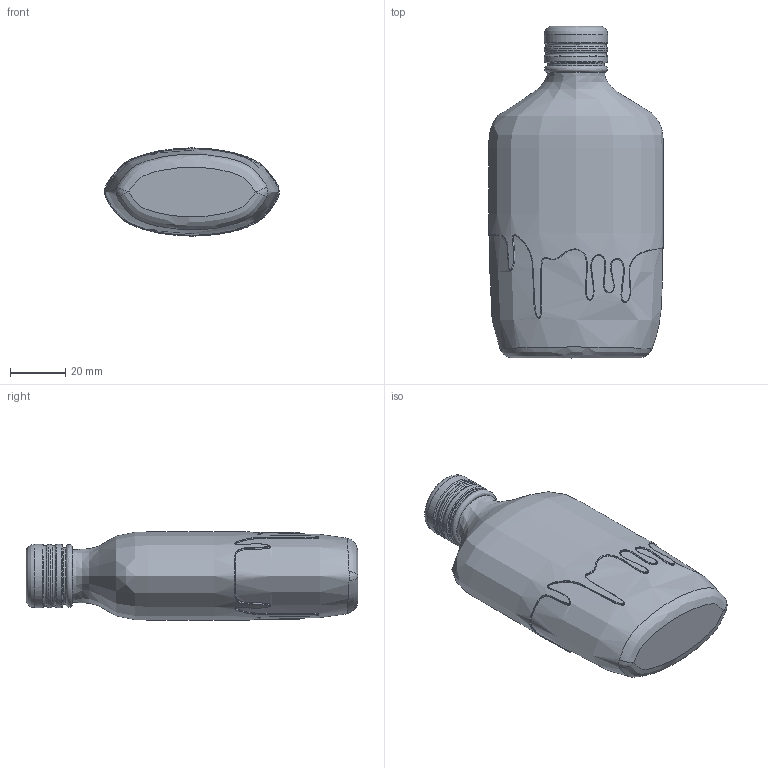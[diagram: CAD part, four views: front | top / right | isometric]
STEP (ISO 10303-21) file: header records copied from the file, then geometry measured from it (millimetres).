
FILE_DESCRIPTION(('FreeCAD Model'),'2;1');
FILE_NAME('Open CASCADE Shape Model','2025-04-27T16:46:16',('FreeCAD'),( 'FreeCAD'),'Open CASCADE STEP processor 7.6','FreeCAD','Unknown');
FILE_SCHEMA(('AUTOMOTIVE_DESIGN { 1 0 10303 214 1 1 1 1 }'));
Products named in the file (1): Open CASCADE STEP translator 7.6 1
Bounding box: 63.4 x 120.33 x 31.93 mm (x, y, z)
Volume: 50015.8 mm3; surface area: 31795.4 mm2
Topology: 1 solids, 2 shells, 45 faces, 123 edges, 76 vertices
Faces by surface type: bspline 45
Entity records: 62467 total; most frequent: CARTESIAN_POINT 61799, ORIENTED_EDGE 230, EDGE_CURVE 115, VERTEX_POINT 76, B_SPLINE_CURVE_WITH_KNOTS 64, FACE_BOUND 47, EDGE_LOOP 47, ADVANCED_FACE 45
